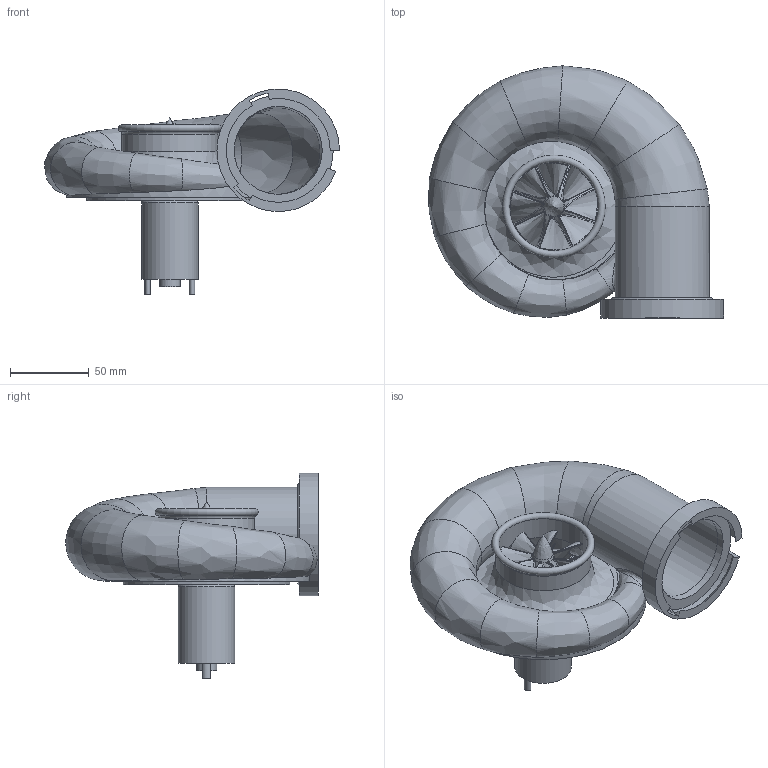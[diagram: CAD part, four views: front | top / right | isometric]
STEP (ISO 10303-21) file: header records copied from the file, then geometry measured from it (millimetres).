
FILE_DESCRIPTION(/* description */ (''),/* implementation_level */ '2;1');
FILE_NAME(/* name */ 'Compressor Single Stage v21.step',/* time_stamp */ '2021-02-22T11:14:40-06:00',/* author */ (''),/* organization */ (''),/* preprocessor_version */ 'ST-DEVELOPER v18.1',/* originating_system */ 'Autodesk Translation Framework v9.7.1.1290',/* authorisation */ '');
FILE_SCHEMA (('AUTOMOTIVE_DESIGN { 1 0 10303 214 3 1 1 }'));
Length unit declared in the file: millimetre
Products named in the file (6): Compressor Single Stage; Snail; End; 540Motor; Connector; V-Band Clamp
Assembly tree (5 placements, depth 2):
  Compressor Single Stage
    Snail
    End
    540Motor
    Connector
    V-Band Clamp
Bounding box: 187.8 x 160.62 x 131 mm (x, y, z)
Volume: 274662 mm3; surface area: 196762.3 mm2
Topology: 6 solids, 7 shells, 389 faces, 1097 edges, 729 vertices
Faces by surface type: bspline 274, cylinder 56, plane 44, cone 12, torus 3
Full cylindrical faces by diameter (mm): 3.18 x1, 3.2 x16, 3.3 x1, 6 x2, 12.95 x2, 14.95 x1, 36 x1, 56 x2, 56.6 x1, 60 x1, 60.5 x1, 61 x1, 70 x1, 85.5 x1, 90 x2, 91.1 x1, 91.6 x1, 106 x1, 131 x1
Entity records: 29578 total; most frequent: CARTESIAN_POINT 21513, ORIENTED_EDGE 2186, EDGE_CURVE 1093, B_SPLINE_CURVE_WITH_KNOTS 807, VERTEX_POINT 729, DIRECTION 725, EDGE_LOOP 436, FACE_OUTER_BOUND 389
